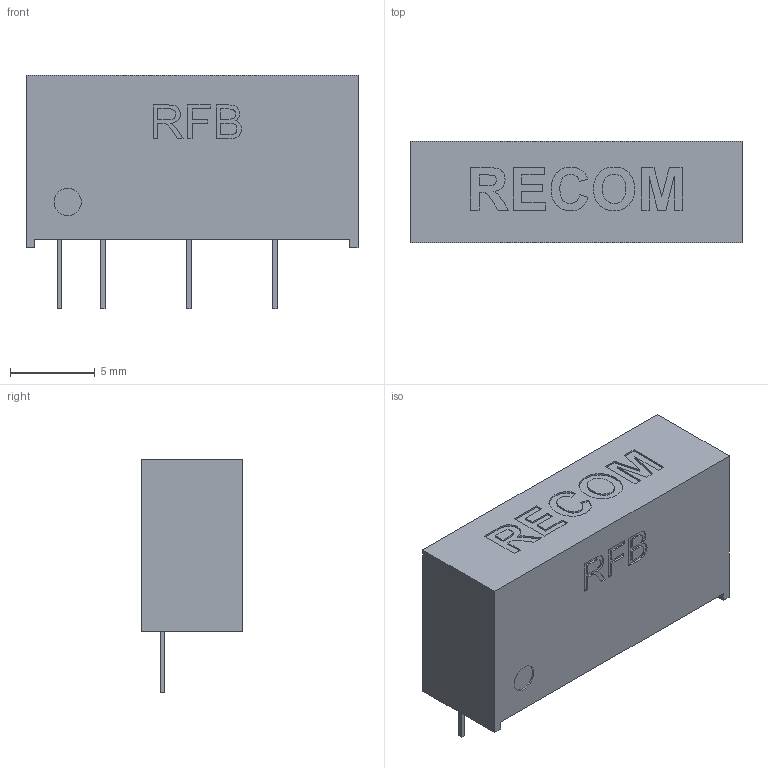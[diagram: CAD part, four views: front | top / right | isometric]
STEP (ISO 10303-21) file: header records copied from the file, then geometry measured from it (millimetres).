
FILE_DESCRIPTION(/* description */ (''),/* implementation_level */ '2;1');
FILE_NAME(/* name */ 'RFB.step',/* time_stamp */ '2020-12-10T18:05:24+01:00',/* author */ (''),/* organization */ (''),/* preprocessor_version */ 'ST-DEVELOPER v18.1',/* originating_system */ 'Autodesk Translation Framework v9.7.1.1290',/* authorisation */ '');
FILE_SCHEMA (('AUTOMOTIVE_DESIGN { 1 0 10303 214 3 1 1 }'));
Length unit declared in the file: millimetre
Products named in the file (1): (Unsaved)
Bounding box: 19.6 x 6 x 13.8 mm (x, y, z)
Volume: 1142.5 mm3; surface area: 772.8 mm2
Topology: 5 solids, 5 shells, 207 faces, 549 edges, 366 vertices
Faces by surface type: plane 116, bspline 90, cylinder 1
Full cylindrical faces by diameter (mm): 1.605 x1
Entity records: 7239 total; most frequent: CARTESIAN_POINT 2653, ORIENTED_EDGE 1098, DIRECTION 607, EDGE_CURVE 549, LINE 367, VECTOR 367, VERTEX_POINT 366, EDGE_LOOP 221
